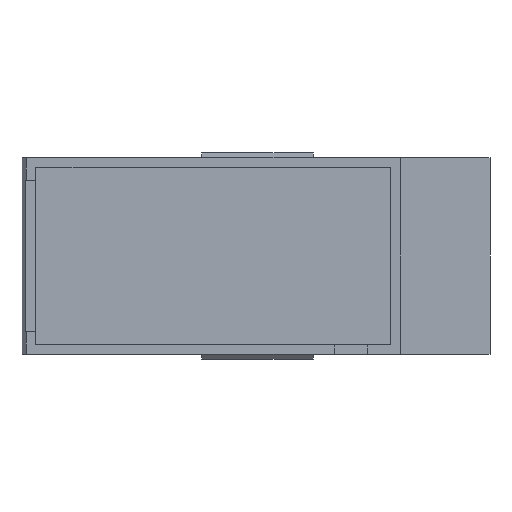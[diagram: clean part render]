
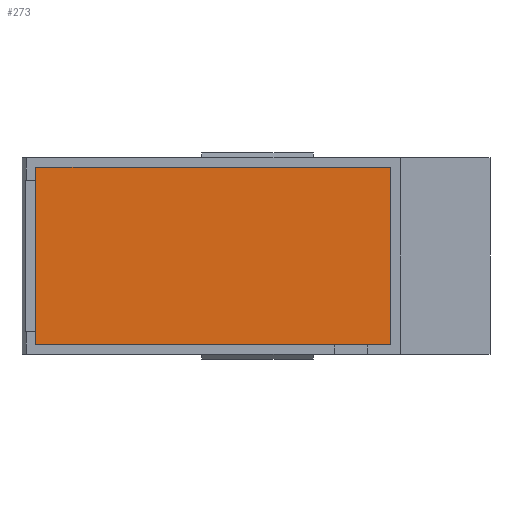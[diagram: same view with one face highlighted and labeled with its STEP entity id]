
A CAD part, front view. The second image highlights one B-rep face of the part: STEP entity #273.
In plain terms, the highlighted planar face has unit normal (0, -1, 0).
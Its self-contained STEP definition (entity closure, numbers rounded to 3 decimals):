
#44 = EDGE_CURVE ( 'NONE', #87, #780, #570, .T. ) ;
#60 = DIRECTION ( 'NONE',  ( 1., 0., 0. ) ) ;
#87 = VERTEX_POINT ( 'NONE', #478 ) ;
#89 = EDGE_CURVE ( 'NONE', #269, #87, #332, .T. ) ;
#118 = LINE ( 'NONE', #346, #693 ) ;
#170 = EDGE_LOOP ( 'NONE', ( #523, #457, #599, #871 ) ) ;
#220 = AXIS2_PLACEMENT_3D ( 'NONE', #1005, #842, #860 ) ;
#238 = VERTEX_POINT ( 'NONE', #756 ) ;
#269 = VERTEX_POINT ( 'NONE', #919 ) ;
#273 = ADVANCED_FACE ( 'NONE', ( #379 ), #372, .T. ) ;
#278 = EDGE_CURVE ( 'NONE', #780, #238, #760, .T. ) ;
#331 = VECTOR ( 'NONE', #856, 1000. ) ;
#332 = LINE ( 'NONE', #880, #331 ) ;
#346 = CARTESIAN_POINT ( 'NONE',  ( -11., -1.8, -9.4 ) ) ;
#372 = PLANE ( 'NONE',  #220 ) ;
#379 = FACE_OUTER_BOUND ( 'NONE', #170, .T. ) ;
#457 = ORIENTED_EDGE ( 'NONE', *, *, #568, .F. ) ;
#478 = CARTESIAN_POINT ( 'NONE',  ( -48.528, -1.8, -9.4 ) ) ;
#482 = CARTESIAN_POINT ( 'NONE',  ( -48.528, -1.8, 9.4 ) ) ;
#523 = ORIENTED_EDGE ( 'NONE', *, *, #89, .F. ) ;
#568 = EDGE_CURVE ( 'NONE', #238, #269, #118, .T. ) ;
#570 = LINE ( 'NONE', #482, #596 ) ;
#596 = VECTOR ( 'NONE', #929, 1000. ) ;
#599 = ORIENTED_EDGE ( 'NONE', *, *, #278, .F. ) ;
#629 = CARTESIAN_POINT ( 'NONE',  ( -31., -1.8, 9.4 ) ) ;
#645 = VECTOR ( 'NONE', #60, 1000. ) ;
#671 = DIRECTION ( 'NONE',  ( 0., 0., -1. ) ) ;
#692 = CARTESIAN_POINT ( 'NONE',  ( -48.528, -1.8, 9.4 ) ) ;
#693 = VECTOR ( 'NONE', #671, 1000. ) ;
#756 = CARTESIAN_POINT ( 'NONE',  ( -11., -1.8, 9.4 ) ) ;
#760 = LINE ( 'NONE', #629, #645 ) ;
#780 = VERTEX_POINT ( 'NONE', #692 ) ;
#842 = DIRECTION ( 'NONE',  ( 0., -1., 0. ) ) ;
#856 = DIRECTION ( 'NONE',  ( -1., 0., 0. ) ) ;
#860 = DIRECTION ( 'NONE',  ( 1., 0., 0. ) ) ;
#871 = ORIENTED_EDGE ( 'NONE', *, *, #44, .F. ) ;
#880 = CARTESIAN_POINT ( 'NONE',  ( -48.528, -1.8, -9.4 ) ) ;
#919 = CARTESIAN_POINT ( 'NONE',  ( -11., -1.8, -9.4 ) ) ;
#929 = DIRECTION ( 'NONE',  ( 0., 0., 1. ) ) ;
#1005 = CARTESIAN_POINT ( 'NONE',  ( 0., -1.8, 10.4 ) ) ;
